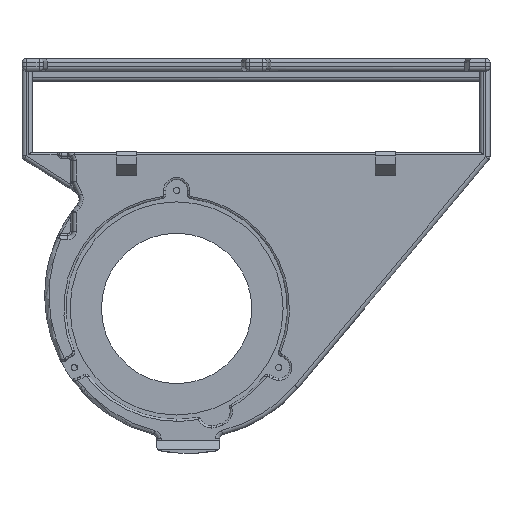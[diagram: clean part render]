
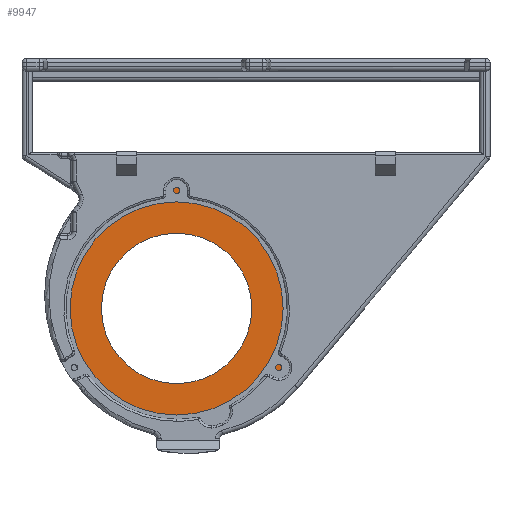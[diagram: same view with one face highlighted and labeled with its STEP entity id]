
A CAD part, front view. The second image highlights one B-rep face of the part: STEP entity #9947.
In plain terms, the highlighted planar face has unit normal (0, -1, 0).
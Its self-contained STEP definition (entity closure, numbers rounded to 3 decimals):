
#9 = VERTEX_POINT ( 'NONE', #8275 ) ;
#54 = EDGE_CURVE ( 'NONE', #4419, #3170, #1956, .T. ) ;
#100 = EDGE_CURVE ( 'NONE', #5155, #3926, #3121, .T. ) ;
#207 = VECTOR ( 'NONE', #7354, 1000. ) ;
#294 = LINE ( 'NONE', #7465, #7737 ) ;
#352 = CARTESIAN_POINT ( 'NONE',  ( 27.345, 12., -17.212 ) ) ;
#651 = AXIS2_PLACEMENT_3D ( 'NONE', #9787, #2663, #5042 ) ;
#785 = DIRECTION ( 'NONE',  ( -1., 0., 0. ) ) ;
#796 = DIRECTION ( 'NONE',  ( 0., 1., 0. ) ) ;
#1008 = CARTESIAN_POINT ( 'NONE',  ( -3.24, 12., -28.133 ) ) ;
#1112 = ORIENTED_EDGE ( 'NONE', *, *, #8370, .T. ) ;
#1510 = LINE ( 'NONE', #7120, #7756 ) ;
#1622 = VERTEX_POINT ( 'NONE', #3471 ) ;
#1802 = DIRECTION ( 'NONE',  ( 0.843, 0., -0.537 ) ) ;
#1930 = DIRECTION ( 'NONE',  ( 0., 0., -1. ) ) ;
#1956 = CIRCLE ( 'NONE', #8434, 32.021 ) ;
#2367 = CARTESIAN_POINT ( 'NONE',  ( 8.81, 12., -28.133 ) ) ;
#2565 = LINE ( 'NONE', #352, #207 ) ;
#2663 = DIRECTION ( 'NONE',  ( 0., -1., 0. ) ) ;
#3121 = CIRCLE ( 'NONE', #651, 18. ) ;
#3170 = VERTEX_POINT ( 'NONE', #7727 ) ;
#3250 = FACE_OUTER_BOUND ( 'NONE', #7538, .T. ) ;
#3308 = DIRECTION ( 'NONE',  ( 0., -1., 0. ) ) ;
#3471 = CARTESIAN_POINT ( 'NONE',  ( 72.053, 12., 36.315 ) ) ;
#3619 = ORIENTED_EDGE ( 'NONE', *, *, #4810, .F. ) ;
#3926 = VERTEX_POINT ( 'NONE', #10031 ) ;
#3949 = DIRECTION ( 'NONE',  ( 0., 0., -1. ) ) ;
#4138 = CARTESIAN_POINT ( 'NONE',  ( 0., 12., 0. ) ) ;
#4185 = ORIENTED_EDGE ( 'NONE', *, *, #4326, .F. ) ;
#4189 = FACE_BOUND ( 'NONE', #6073, .T. ) ;
#4230 = AXIS2_PLACEMENT_3D ( 'NONE', #5407, #796, #3949 ) ;
#4326 = EDGE_CURVE ( 'NONE', #6911, #4347, #7782, .T. ) ;
#4347 = VERTEX_POINT ( 'NONE', #4815 ) ;
#4419 = VERTEX_POINT ( 'NONE', #2367 ) ;
#4501 = ORIENTED_EDGE ( 'NONE', *, *, #100, .F. ) ;
#4553 = EDGE_CURVE ( 'NONE', #3926, #5155, #4787, .T. ) ;
#4621 = DIRECTION ( 'NONE',  ( 1., 0., 0. ) ) ;
#4787 = CIRCLE ( 'NONE', #10274, 18. ) ;
#4800 = ORIENTED_EDGE ( 'NONE', *, *, #4553, .F. ) ;
#4810 = EDGE_CURVE ( 'NONE', #1622, #3170, #2565, .T. ) ;
#4815 = CARTESIAN_POINT ( 'NONE',  ( -21.855, 12., 23.292 ) ) ;
#5042 = DIRECTION ( 'NONE',  ( 0., 0., -1. ) ) ;
#5155 = VERTEX_POINT ( 'NONE', #9901 ) ;
#5407 = CARTESIAN_POINT ( 'NONE',  ( -25.339, 12., 26.14 ) ) ;
#5538 = CARTESIAN_POINT ( 'NONE',  ( -37., 12., 36.315 ) ) ;
#5822 = CARTESIAN_POINT ( 'NONE',  ( 2.771, 12., 3.313 ) ) ;
#6063 = DIRECTION ( 'NONE',  ( 0., 0., -1. ) ) ;
#6073 = EDGE_LOOP ( 'NONE', ( #4800, #4501 ) ) ;
#6236 = EDGE_CURVE ( 'NONE', #1622, #9, #9658, .T. ) ;
#6366 = DIRECTION ( 'NONE',  ( 0., 0., 1. ) ) ;
#6426 = PLANE ( 'NONE',  #6957 ) ;
#6737 = CIRCLE ( 'NONE', #4230, 4.5 ) ;
#6781 = EDGE_CURVE ( 'NONE', #9378, #4347, #6737, .T. ) ;
#6911 = VERTEX_POINT ( 'NONE', #1008 ) ;
#6957 = AXIS2_PLACEMENT_3D ( 'NONE', #8193, #8979, #6366 ) ;
#7005 = ORIENTED_EDGE ( 'NONE', *, *, #6781, .T. ) ;
#7120 = CARTESIAN_POINT ( 'NONE',  ( 8.81, 12., -28.133 ) ) ;
#7354 = DIRECTION ( 'NONE',  ( -0.641, 0., -0.768 ) ) ;
#7465 = CARTESIAN_POINT ( 'NONE',  ( -31.821, 12., 35.608 ) ) ;
#7538 = EDGE_LOOP ( 'NONE', ( #3619, #9173, #8251, #7005, #4185, #1112, #9983 ) ) ;
#7627 = AXIS2_PLACEMENT_3D ( 'NONE', #8511, #10018, #6063 ) ;
#7727 = CARTESIAN_POINT ( 'NONE',  ( 27.109, 12., -17.495 ) ) ;
#7737 = VECTOR ( 'NONE', #1802, 1000. ) ;
#7756 = VECTOR ( 'NONE', #4621, 1000. ) ;
#7782 = CIRCLE ( 'NONE', #7627, 31.847 ) ;
#7844 = EDGE_CURVE ( 'NONE', #9, #9378, #294, .T. ) ;
#8140 = DIRECTION ( 'NONE',  ( 0., 0., -1. ) ) ;
#8193 = CARTESIAN_POINT ( 'NONE',  ( -37., 12., 59.814 ) ) ;
#8251 = ORIENTED_EDGE ( 'NONE', *, *, #7844, .T. ) ;
#8275 = CARTESIAN_POINT ( 'NONE',  ( -32.931, 12., 36.315 ) ) ;
#8370 = EDGE_CURVE ( 'NONE', #6911, #4419, #1510, .T. ) ;
#8371 = VECTOR ( 'NONE', #785, 1000. ) ;
#8434 = AXIS2_PLACEMENT_3D ( 'NONE', #5822, #9049, #1930 ) ;
#8511 = CARTESIAN_POINT ( 'NONE',  ( 2.802, 12., 3.136 ) ) ;
#8979 = DIRECTION ( 'NONE',  ( 0., 1., 0. ) ) ;
#9049 = DIRECTION ( 'NONE',  ( 0., -1., 0. ) ) ;
#9173 = ORIENTED_EDGE ( 'NONE', *, *, #6236, .T. ) ;
#9378 = VERTEX_POINT ( 'NONE', #9510 ) ;
#9510 = CARTESIAN_POINT ( 'NONE',  ( -22.92, 12., 29.935 ) ) ;
#9658 = LINE ( 'NONE', #5538, #8371 ) ;
#9787 = CARTESIAN_POINT ( 'NONE',  ( 0., 12., 0. ) ) ;
#9901 = CARTESIAN_POINT ( 'NONE',  ( 0., 12., -18. ) ) ;
#9947 = ADVANCED_FACE ( 'NONE', ( #3250, #4189 ), #6426, .F. ) ;
#9983 = ORIENTED_EDGE ( 'NONE', *, *, #54, .T. ) ;
#10018 = DIRECTION ( 'NONE',  ( 0., 1., 0. ) ) ;
#10031 = CARTESIAN_POINT ( 'NONE',  ( 0., 12., 18. ) ) ;
#10274 = AXIS2_PLACEMENT_3D ( 'NONE', #4138, #3308, #8140 ) ;
